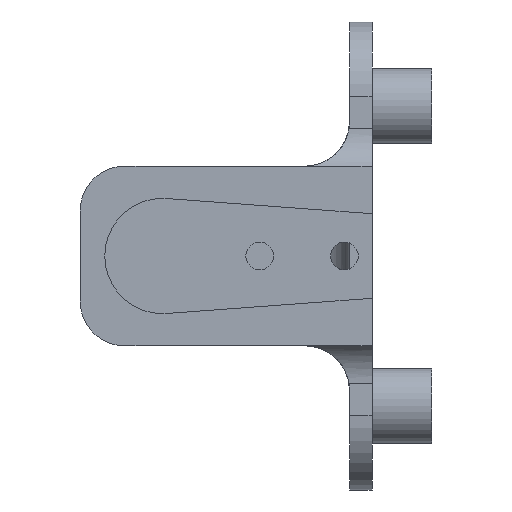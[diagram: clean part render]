
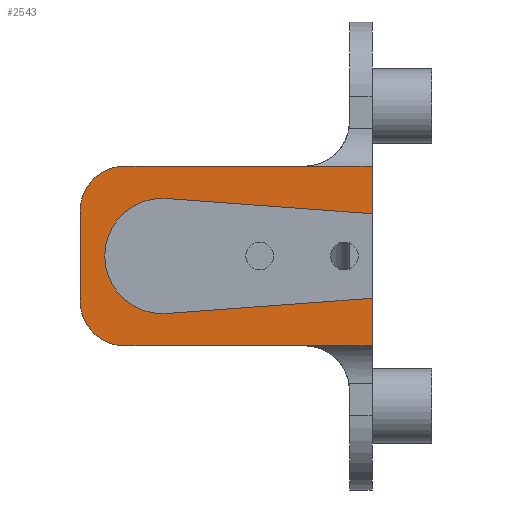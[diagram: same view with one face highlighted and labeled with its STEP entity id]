
A CAD part, left-side view. The second image highlights one B-rep face of the part: STEP entity #2543.
In plain terms, the highlighted planar face has unit normal (-1, 0, 0).
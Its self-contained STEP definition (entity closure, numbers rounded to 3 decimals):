
#8 = ORIENTED_EDGE ( 'NONE', *, *, #581, .T. ) ;
#21 = DIRECTION ( 'NONE',  ( 0., 1., 0. ) ) ;
#43 = DIRECTION ( 'NONE',  ( -1., 0., 0. ) ) ;
#87 = CIRCLE ( 'NONE', #983, 3.85 ) ;
#207 = ORIENTED_EDGE ( 'NONE', *, *, #1039, .T. ) ;
#222 = VECTOR ( 'NONE', #670, 1000. ) ;
#228 = CARTESIAN_POINT ( 'NONE',  ( -1.375, 4.5, -29.625 ) ) ;
#254 = VECTOR ( 'NONE', #2872, 1000. ) ;
#262 = LINE ( 'NONE', #2738, #2585 ) ;
#275 = DIRECTION ( 'NONE',  ( 0., -0.997, 0.074 ) ) ;
#362 = CARTESIAN_POINT ( 'NONE',  ( -1.375, 0., -29.625 ) ) ;
#376 = DIRECTION ( 'NONE',  ( -1., 0., 0. ) ) ;
#379 = CARTESIAN_POINT ( 'NONE',  ( -1.375, 14., -31.775 ) ) ;
#388 = DIRECTION ( 'NONE',  ( -1., 0., 0. ) ) ;
#415 = VERTEX_POINT ( 'NONE', #2152 ) ;
#429 = AXIS2_PLACEMENT_3D ( 'NONE', #1474, #388, #2633 ) ;
#446 = EDGE_CURVE ( 'NONE', #1667, #1254, #1170, .T. ) ;
#466 = ORIENTED_EDGE ( 'NONE', *, *, #446, .F. ) ;
#581 = EDGE_CURVE ( 'NONE', #751, #2082, #262, .T. ) ;
#582 = EDGE_CURVE ( 'NONE', #415, #2425, #735, .T. ) ;
#595 = PLANE ( 'NONE',  #1217 ) ;
#596 = VECTOR ( 'NONE', #275, 1000. ) ;
#605 = CARTESIAN_POINT ( 'NONE',  ( -1.375, 0., -41.625 ) ) ;
#610 = VERTEX_POINT ( 'NONE', #2266 ) ;
#615 = CARTESIAN_POINT ( 'NONE',  ( -1.375, 16.5, -29.625 ) ) ;
#669 = VECTOR ( 'NONE', #1202, 1000. ) ;
#670 = DIRECTION ( 'NONE',  ( 0., -0.997, -0.074 ) ) ;
#691 = CARTESIAN_POINT ( 'NONE',  ( -1.375, 19.5, -29.625 ) ) ;
#728 = AXIS2_PLACEMENT_3D ( 'NONE', #2460, #2064, #2319 ) ;
#733 = EDGE_CURVE ( 'NONE', #751, #2141, #2121, .T. ) ;
#735 = LINE ( 'NONE', #691, #2492 ) ;
#751 = VERTEX_POINT ( 'NONE', #1228 ) ;
#854 = DIRECTION ( 'NONE',  ( 0., 0., -1. ) ) ;
#875 = DIRECTION ( 'NONE',  ( 0., 0., 1. ) ) ;
#932 = ORIENTED_EDGE ( 'NONE', *, *, #2394, .F. ) ;
#956 = LINE ( 'NONE', #1797, #222 ) ;
#963 = CARTESIAN_POINT ( 'NONE',  ( -1.375, 14., -39.475 ) ) ;
#983 = AXIS2_PLACEMENT_3D ( 'NONE', #2406, #1137, #875 ) ;
#1013 = ORIENTED_EDGE ( 'NONE', *, *, #2857, .T. ) ;
#1039 = EDGE_CURVE ( 'NONE', #1296, #2141, #956, .T. ) ;
#1049 = DIRECTION ( 'NONE',  ( 0., 0., -1. ) ) ;
#1107 = VERTEX_POINT ( 'NONE', #605 ) ;
#1137 = DIRECTION ( 'NONE',  ( -1., 0., 0. ) ) ;
#1161 = DIRECTION ( 'NONE',  ( 0., 1., 0. ) ) ;
#1162 = CARTESIAN_POINT ( 'NONE',  ( -1.375, 13.716, -39.464 ) ) ;
#1170 = CIRCLE ( 'NONE', #429, 3.85 ) ;
#1184 = EDGE_LOOP ( 'NONE', ( #2606, #1226, #2499, #1196, #2036, #932, #2358, #466, #2812, #207, #2002, #8, #1013, #2641 ) ) ;
#1193 = VERTEX_POINT ( 'NONE', #1643 ) ;
#1196 = ORIENTED_EDGE ( 'NONE', *, *, #1544, .F. ) ;
#1198 = EDGE_CURVE ( 'NONE', #1296, #1667, #1404, .T. ) ;
#1202 = DIRECTION ( 'NONE',  ( 0., 0., -1. ) ) ;
#1217 = AXIS2_PLACEMENT_3D ( 'NONE', #2385, #2840, #1049 ) ;
#1226 = ORIENTED_EDGE ( 'NONE', *, *, #1913, .T. ) ;
#1228 = CARTESIAN_POINT ( 'NONE',  ( -1.375, 0., -29.625 ) ) ;
#1254 = VERTEX_POINT ( 'NONE', #963 ) ;
#1294 = VERTEX_POINT ( 'NONE', #1954 ) ;
#1296 = VERTEX_POINT ( 'NONE', #2478 ) ;
#1313 = CARTESIAN_POINT ( 'NONE',  ( -1.375, 0., -41.625 ) ) ;
#1389 = DIRECTION ( 'NONE',  ( 0., 0., -1. ) ) ;
#1404 = CIRCLE ( 'NONE', #2886, 3.85 ) ;
#1412 = EDGE_CURVE ( 'NONE', #1502, #415, #2057, .T. ) ;
#1459 = AXIS2_PLACEMENT_3D ( 'NONE', #1951, #376, #2869 ) ;
#1474 = CARTESIAN_POINT ( 'NONE',  ( -1.375, 14., -35.625 ) ) ;
#1502 = VERTEX_POINT ( 'NONE', #615 ) ;
#1526 = VECTOR ( 'NONE', #854, 1000. ) ;
#1544 = EDGE_CURVE ( 'NONE', #1107, #1193, #1907, .T. ) ;
#1624 = CARTESIAN_POINT ( 'NONE',  ( -1.375, 0., -29.625 ) ) ;
#1643 = CARTESIAN_POINT ( 'NONE',  ( -1.375, 4.5, -41.625 ) ) ;
#1667 = VERTEX_POINT ( 'NONE', #379 ) ;
#1674 = CARTESIAN_POINT ( 'NONE',  ( -1.375, 0., -29.625 ) ) ;
#1793 = DIRECTION ( 'NONE',  ( 0., 0., 1. ) ) ;
#1797 = CARTESIAN_POINT ( 'NONE',  ( -1.375, 0.234, -32.784 ) ) ;
#1822 = LINE ( 'NONE', #1624, #2353 ) ;
#1895 = EDGE_CURVE ( 'NONE', #1254, #610, #87, .T. ) ;
#1907 = LINE ( 'NONE', #2233, #2586 ) ;
#1913 = EDGE_CURVE ( 'NONE', #2425, #2531, #2119, .T. ) ;
#1916 = CARTESIAN_POINT ( 'NONE',  ( -1.375, 16.5, -41.625 ) ) ;
#1938 = LINE ( 'NONE', #1162, #596 ) ;
#1951 = CARTESIAN_POINT ( 'NONE',  ( -1.375, 16.5, -32.625 ) ) ;
#1954 = CARTESIAN_POINT ( 'NONE',  ( -1.375, 0., -38.449 ) ) ;
#2002 = ORIENTED_EDGE ( 'NONE', *, *, #733, .F. ) ;
#2010 = LINE ( 'NONE', #362, #1526 ) ;
#2036 = ORIENTED_EDGE ( 'NONE', *, *, #2159, .F. ) ;
#2057 = CIRCLE ( 'NONE', #1459, 3. ) ;
#2064 = DIRECTION ( 'NONE',  ( -1., 0., 0. ) ) ;
#2082 = VERTEX_POINT ( 'NONE', #228 ) ;
#2119 = CIRCLE ( 'NONE', #728, 3. ) ;
#2121 = LINE ( 'NONE', #1674, #669 ) ;
#2141 = VERTEX_POINT ( 'NONE', #2769 ) ;
#2150 = LINE ( 'NONE', #1313, #254 ) ;
#2152 = CARTESIAN_POINT ( 'NONE',  ( -1.375, 19.5, -32.625 ) ) ;
#2159 = EDGE_CURVE ( 'NONE', #1294, #1107, #2010, .T. ) ;
#2196 = EDGE_CURVE ( 'NONE', #1193, #2531, #2150, .T. ) ;
#2233 = CARTESIAN_POINT ( 'NONE',  ( -1.375, 0., -41.625 ) ) ;
#2266 = CARTESIAN_POINT ( 'NONE',  ( -1.375, 13.716, -39.464 ) ) ;
#2319 = DIRECTION ( 'NONE',  ( 0., 0., -1. ) ) ;
#2345 = CARTESIAN_POINT ( 'NONE',  ( -1.375, 14., -35.625 ) ) ;
#2353 = VECTOR ( 'NONE', #1161, 1000. ) ;
#2358 = ORIENTED_EDGE ( 'NONE', *, *, #1895, .F. ) ;
#2385 = CARTESIAN_POINT ( 'NONE',  ( -1.375, 0., -29.625 ) ) ;
#2394 = EDGE_CURVE ( 'NONE', #610, #1294, #1938, .T. ) ;
#2406 = CARTESIAN_POINT ( 'NONE',  ( -1.375, 14., -35.625 ) ) ;
#2425 = VERTEX_POINT ( 'NONE', #2452 ) ;
#2452 = CARTESIAN_POINT ( 'NONE',  ( -1.375, 19.5, -38.625 ) ) ;
#2460 = CARTESIAN_POINT ( 'NONE',  ( -1.375, 16.5, -38.625 ) ) ;
#2478 = CARTESIAN_POINT ( 'NONE',  ( -1.375, 13.716, -31.786 ) ) ;
#2492 = VECTOR ( 'NONE', #1389, 1000. ) ;
#2499 = ORIENTED_EDGE ( 'NONE', *, *, #2196, .F. ) ;
#2531 = VERTEX_POINT ( 'NONE', #1916 ) ;
#2533 = DIRECTION ( 'NONE',  ( 0., 1., 0. ) ) ;
#2543 = ADVANCED_FACE ( 'NONE', ( #2744 ), #595, .F. ) ;
#2585 = VECTOR ( 'NONE', #2533, 1000. ) ;
#2586 = VECTOR ( 'NONE', #21, 1000. ) ;
#2606 = ORIENTED_EDGE ( 'NONE', *, *, #582, .T. ) ;
#2633 = DIRECTION ( 'NONE',  ( 0., 0., 1. ) ) ;
#2641 = ORIENTED_EDGE ( 'NONE', *, *, #1412, .T. ) ;
#2738 = CARTESIAN_POINT ( 'NONE',  ( -1.375, 0., -29.625 ) ) ;
#2744 = FACE_OUTER_BOUND ( 'NONE', #1184, .T. ) ;
#2769 = CARTESIAN_POINT ( 'NONE',  ( -1.375, 0., -32.801 ) ) ;
#2812 = ORIENTED_EDGE ( 'NONE', *, *, #1198, .F. ) ;
#2840 = DIRECTION ( 'NONE',  ( 1., 0., 0. ) ) ;
#2857 = EDGE_CURVE ( 'NONE', #2082, #1502, #1822, .T. ) ;
#2869 = DIRECTION ( 'NONE',  ( 0., 0., -1. ) ) ;
#2872 = DIRECTION ( 'NONE',  ( 0., 1., 0. ) ) ;
#2886 = AXIS2_PLACEMENT_3D ( 'NONE', #2345, #43, #1793 ) ;
